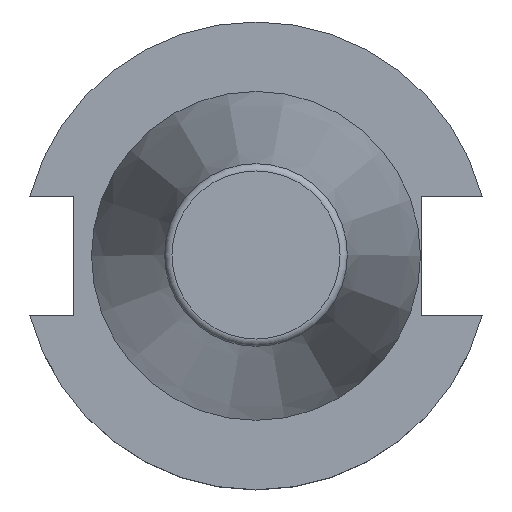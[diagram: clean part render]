
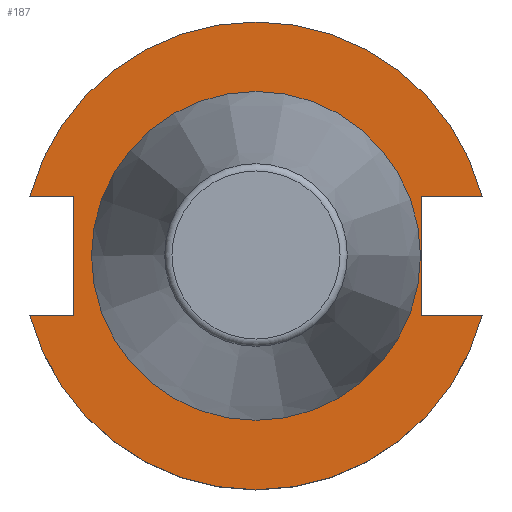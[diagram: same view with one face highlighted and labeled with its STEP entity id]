
A CAD part, top view. The second image highlights one B-rep face of the part: STEP entity #187.
In plain terms, the highlighted planar face has unit normal (0, 0, 1).
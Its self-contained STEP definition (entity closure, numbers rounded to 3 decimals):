
#71=LINE('',#1031,#107);
#73=LINE('',#1036,#109);
#81=LINE('',#1066,#117);
#89=LINE('',#1095,#125);
#96=LINE('',#1133,#132);
#97=LINE('',#1134,#133);
#107=VECTOR('',#823,1.);
#109=VECTOR('',#827,1.);
#117=VECTOR('',#855,1.);
#125=VECTOR('',#873,1.);
#132=VECTOR('',#894,1.);
#133=VECTOR('',#895,1.);
#146=PLANE('',#745);
#187=ADVANCED_FACE('CU_FL_SU_5',(#237,#238),#146,.F.);
#237=FACE_BOUND('',#289,.T.);
#238=FACE_BOUND('',#290,.T.);
#289=EDGE_LOOP('',(#398));
#290=EDGE_LOOP('',(#399,#400,#401,#402,#403,#404,#405,#406));
#398=ORIENTED_EDGE('',*,*,#562,.F.);
#399=ORIENTED_EDGE('',*,*,#597,.F.);
#400=ORIENTED_EDGE('',*,*,#569,.F.);
#401=ORIENTED_EDGE('',*,*,#610,.T.);
#402=ORIENTED_EDGE('',*,*,#605,.F.);
#403=ORIENTED_EDGE('',*,*,#611,.T.);
#404=ORIENTED_EDGE('',*,*,#571,.T.);
#405=ORIENTED_EDGE('',*,*,#585,.F.);
#406=ORIENTED_EDGE('',*,*,#608,.F.);
#500=VERTEX_POINT('',#1014);
#504=VERTEX_POINT('',#1025);
#507=VERTEX_POINT('',#1030);
#509=VERTEX_POINT('',#1035);
#510=VERTEX_POINT('',#1037);
#520=VERTEX_POINT('',#1064);
#530=VERTEX_POINT('',#1096);
#537=VERTEX_POINT('',#1123);
#538=VERTEX_POINT('',#1125);
#562=EDGE_CURVE('',#500,#500,#644,.T.);
#569=EDGE_CURVE('',#507,#504,#71,.T.);
#571=EDGE_CURVE('',#510,#509,#73,.T.);
#585=EDGE_CURVE('',#520,#509,#81,.T.);
#597=EDGE_CURVE('',#504,#530,#89,.T.);
#605=EDGE_CURVE('',#537,#538,#656,.T.);
#608=EDGE_CURVE('',#530,#520,#658,.T.);
#610=EDGE_CURVE('',#507,#538,#96,.T.);
#611=EDGE_CURVE('',#537,#510,#97,.T.);
#644=CIRCLE('',#715,22.154);
#656=CIRCLE('',#739,31.75);
#658=CIRCLE('',#742,31.75);
#715=AXIS2_PLACEMENT_3D('',#1013,#806,#807);
#739=AXIS2_PLACEMENT_3D('',#1124,#881,#882);
#742=AXIS2_PLACEMENT_3D('',#1130,#888,#889);
#745=AXIS2_PLACEMENT_3D('',#1135,#896,#897);
#806=DIRECTION('',(0.,0.,1.));
#807=DIRECTION('',(-1.,0.,0.));
#823=DIRECTION('',(0.,1.,0.));
#827=DIRECTION('',(0.,1.,0.));
#855=DIRECTION('',(-1.,0.,0.));
#873=DIRECTION('',(-1.,0.,0.));
#881=DIRECTION('',(0.,0.,-1.));
#882=DIRECTION('',(-1.,0.,0.));
#888=DIRECTION('',(0.,0.,-1.));
#889=DIRECTION('',(-1.,0.,0.));
#894=DIRECTION('',(-1.,0.,0.));
#895=DIRECTION('',(-1.,0.,0.));
#896=DIRECTION('',(0.,0.,-1.));
#897=DIRECTION('',(-1.,0.,0.));
#1013=CARTESIAN_POINT('',(0.,0.,-1.));
#1014=CARTESIAN_POINT('',(-22.154,0.,-1.));
#1025=CARTESIAN_POINT('',(-24.82,8.095,-1.));
#1030=CARTESIAN_POINT('',(-24.82,-8.095,-1.));
#1031=CARTESIAN_POINT('',(-24.82,22.,-1.));
#1035=CARTESIAN_POINT('',(22.42,8.095,-1.));
#1036=CARTESIAN_POINT('',(22.42,22.,-1.));
#1037=CARTESIAN_POINT('',(22.42,-8.095,-1.));
#1064=CARTESIAN_POINT('',(30.701,8.095,-1.));
#1066=CARTESIAN_POINT('',(41.75,8.095,-1.));
#1095=CARTESIAN_POINT('',(0.,8.095,-1.));
#1096=CARTESIAN_POINT('',(-30.701,8.095,-1.));
#1123=CARTESIAN_POINT('',(30.701,-8.095,-1.));
#1124=CARTESIAN_POINT('',(0.,0.,-1.));
#1125=CARTESIAN_POINT('',(-30.701,-8.095,-1.));
#1130=CARTESIAN_POINT('',(0.,0.,-1.));
#1133=CARTESIAN_POINT('',(-41.75,-8.095,-1.));
#1134=CARTESIAN_POINT('',(0.,-8.095,-1.));
#1135=CARTESIAN_POINT('',(0.,22.,-1.));
